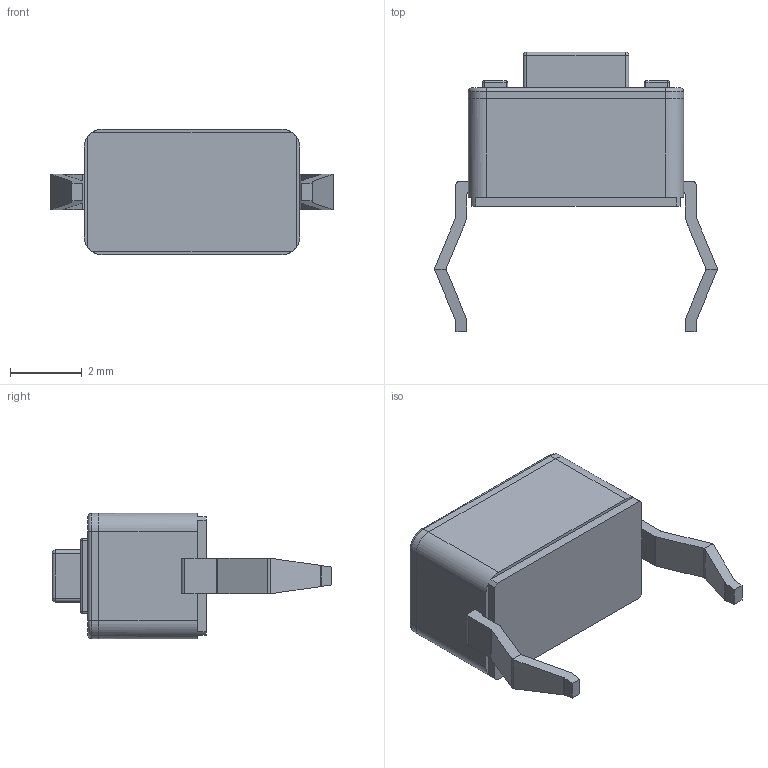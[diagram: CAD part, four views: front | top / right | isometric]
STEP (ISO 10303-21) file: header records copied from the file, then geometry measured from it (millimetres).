
FILE_DESCRIPTION(/* description */ (''),/* implementation_level */ '2;1');
FILE_NAME(/* name */ 'TVBP06-B043CW-B.step',/* time_stamp */ '2024-06-04T16:38:43+09:00',/* author */ (''),/* organization */ (''),/* preprocessor_version */ 'ST-DEVELOPER v20',/* originating_system */ 'Autodesk Translation Framework v13.14.0.145',/* authorisation */ '');
FILE_SCHEMA (('AUTOMOTIVE_DESIGN { 1 0 10303 214 3 1 1 }'));
Length unit declared in the file: millimetre
Products named in the file (1): TVBP06-B043CW-B
Bounding box: 7.88 x 7.8 x 3.5 mm (x, y, z)
Volume: 75.6 mm3; surface area: 190.8 mm2
Topology: 7 solids, 7 shells, 138 faces, 328 edges, 204 vertices
Faces by surface type: plane 70, cylinder 52, sphere 12, torus 4
Entity records: 4012 total; most frequent: DIRECTION 730, CARTESIAN_POINT 671, ORIENTED_EDGE 656, EDGE_CURVE 328, AXIS2_PLACEMENT_3D 263, LINE 204, VECTOR 204, VERTEX_POINT 204
